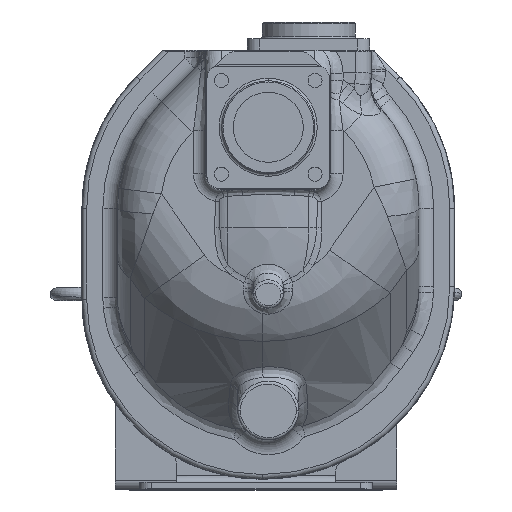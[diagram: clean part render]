
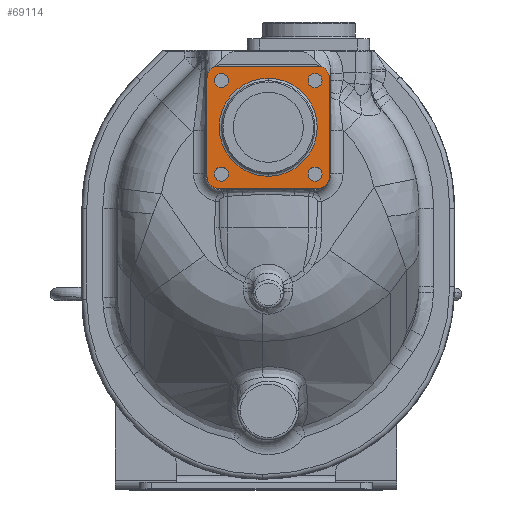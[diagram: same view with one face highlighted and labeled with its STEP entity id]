
A CAD part, top view. The second image highlights one B-rep face of the part: STEP entity #69114.
In plain terms, the highlighted planar face has unit normal (0, 0, 1).
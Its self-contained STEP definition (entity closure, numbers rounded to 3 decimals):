
#4923=DIRECTION('',(1.,0.,0.));
#4924=VECTOR('',#4923,80.);
#4925=CARTESIAN_POINT('',(-30.,85.,129.5));
#4926=LINE('',#4925,#4924);
#4931=CARTESIAN_POINT('',(-30.,95.,129.5));
#4932=DIRECTION('',(0.,0.,-1.));
#4933=DIRECTION('',(0.,-1.,0.));
#4934=AXIS2_PLACEMENT_3D('',#4931,#4932,#4933);
#4940=DIRECTION('',(0.,-1.,0.));
#4941=VECTOR('',#4940,80.);
#4942=CARTESIAN_POINT('',(-40.,175.,129.5));
#4943=LINE('',#4942,#4941);
#4948=CARTESIAN_POINT('',(-30.,175.,129.5));
#4949=DIRECTION('',(0.,0.,-1.));
#4950=DIRECTION('',(-1.,0.,0.));
#4951=AXIS2_PLACEMENT_3D('',#4948,#4949,#4950);
#4998=DIRECTION('',(-1.,0.,0.));
#4999=VECTOR('',#4998,80.);
#5000=CARTESIAN_POINT('',(50.,185.,129.5));
#5001=LINE('',#5000,#4999);
#5011=CARTESIAN_POINT('',(50.,175.,129.5));
#5012=DIRECTION('',(0.,0.,-1.));
#5013=DIRECTION('',(0.,1.,0.));
#5014=AXIS2_PLACEMENT_3D('',#5011,#5012,#5013);
#7838=DIRECTION('',(0.,1.,0.));
#7839=VECTOR('',#7838,80.);
#7840=CARTESIAN_POINT('',(60.,95.,129.5));
#7841=LINE('',#7840,#7839);
#7846=CARTESIAN_POINT('',(50.,95.,129.5));
#7847=DIRECTION('',(0.,0.,-1.));
#7848=DIRECTION('',(1.,0.,0.));
#7849=AXIS2_PLACEMENT_3D('',#7846,#7847,#7848);
#7851=CARTESIAN_POINT('',(10.,135.,129.5));
#7852=DIRECTION('',(0.,0.,-1.));
#7853=DIRECTION('',(0.,1.,0.));
#7854=AXIS2_PLACEMENT_3D('',#7851,#7852,#7853);
#7856=CARTESIAN_POINT('',(10.,135.,129.5));
#7857=DIRECTION('',(0.,0.,1.));
#7858=DIRECTION('',(0.,1.,0.));
#7859=AXIS2_PLACEMENT_3D('',#7856,#7857,#7858);
#7861=CARTESIAN_POINT('',(-28.184,173.184,129.5));
#7862=DIRECTION('',(0.,0.,-1.));
#7863=DIRECTION('',(0.,1.,0.));
#7864=AXIS2_PLACEMENT_3D('',#7861,#7862,#7863);
#7866=CARTESIAN_POINT('',(-28.184,173.184,129.5));
#7867=DIRECTION('',(0.,0.,-1.));
#7868=DIRECTION('',(0.,-1.,0.));
#7869=AXIS2_PLACEMENT_3D('',#7866,#7867,#7868);
#7871=CARTESIAN_POINT('',(-28.184,96.816,129.5));
#7872=DIRECTION('',(0.,0.,-1.));
#7873=DIRECTION('',(-1.,0.,0.));
#7874=AXIS2_PLACEMENT_3D('',#7871,#7872,#7873);
#7876=CARTESIAN_POINT('',(-28.184,96.816,129.5));
#7877=DIRECTION('',(0.,0.,-1.));
#7878=DIRECTION('',(1.,0.,0.));
#7879=AXIS2_PLACEMENT_3D('',#7876,#7877,#7878);
#7881=CARTESIAN_POINT('',(48.184,96.816,129.5));
#7882=DIRECTION('',(0.,0.,-1.));
#7883=DIRECTION('',(0.,-1.,0.));
#7884=AXIS2_PLACEMENT_3D('',#7881,#7882,#7883);
#7886=CARTESIAN_POINT('',(48.184,96.816,129.5));
#7887=DIRECTION('',(0.,0.,-1.));
#7888=DIRECTION('',(0.,1.,0.));
#7889=AXIS2_PLACEMENT_3D('',#7886,#7887,#7888);
#7891=CARTESIAN_POINT('',(48.184,173.184,129.5));
#7892=DIRECTION('',(0.,0.,-1.));
#7893=DIRECTION('',(1.,0.,0.));
#7894=AXIS2_PLACEMENT_3D('',#7891,#7892,#7893);
#7896=CARTESIAN_POINT('',(48.184,173.184,129.5));
#7897=DIRECTION('',(0.,0.,-1.));
#7898=DIRECTION('',(-1.,0.,0.));
#7899=AXIS2_PLACEMENT_3D('',#7896,#7897,#7898);
#51697=CARTESIAN_POINT('',(10.,175.,129.5));
#51698=VERTEX_POINT('',#51697);
#51703=CARTESIAN_POINT('',(10.,95.,129.5));
#51704=VERTEX_POINT('',#51703);
#51709=CARTESIAN_POINT('',(-30.,85.,129.5));
#51710=CARTESIAN_POINT('',(50.,85.,129.5));
#51711=VERTEX_POINT('',#51709);
#51712=VERTEX_POINT('',#51710);
#51713=CARTESIAN_POINT('',(60.,95.,129.5));
#51714=CARTESIAN_POINT('',(60.,175.,129.5));
#51715=VERTEX_POINT('',#51713);
#51716=VERTEX_POINT('',#51714);
#51717=CARTESIAN_POINT('',(50.,185.,129.5));
#51718=CARTESIAN_POINT('',(-30.,185.,129.5));
#51719=VERTEX_POINT('',#51717);
#51720=VERTEX_POINT('',#51718);
#51721=CARTESIAN_POINT('',(-40.,175.,129.5));
#51722=CARTESIAN_POINT('',(-40.,95.,129.5));
#51723=VERTEX_POINT('',#51721);
#51724=VERTEX_POINT('',#51722);
#51725=CARTESIAN_POINT('',(-28.184,178.934,129.5));
#51726=CARTESIAN_POINT('',(-28.184,167.434,129.5));
#51727=VERTEX_POINT('',#51725);
#51728=VERTEX_POINT('',#51726);
#51729=CARTESIAN_POINT('',(-33.934,96.816,129.5));
#51730=CARTESIAN_POINT('',(-22.434,96.816,129.5));
#51731=VERTEX_POINT('',#51729);
#51732=VERTEX_POINT('',#51730);
#51733=CARTESIAN_POINT('',(48.184,91.066,129.5));
#51734=CARTESIAN_POINT('',(48.184,102.566,129.5));
#51735=VERTEX_POINT('',#51733);
#51736=VERTEX_POINT('',#51734);
#51737=CARTESIAN_POINT('',(53.934,173.184,129.5));
#51738=CARTESIAN_POINT('',(42.434,173.184,129.5));
#51739=VERTEX_POINT('',#51737);
#51740=VERTEX_POINT('',#51738);
#69069=CARTESIAN_POINT('',(10.,135.,129.5));
#69070=DIRECTION('',(0.,0.,1.));
#69071=DIRECTION('',(0.,1.,0.));
#69072=AXIS2_PLACEMENT_3D('',#69069,#69070,#69071);
#69073=PLANE('',#69072);
#69074=ORIENTED_EDGE('',*,*,#64428,.F.);
#69075=ORIENTED_EDGE('',*,*,#64450,.T.);
#69076=ORIENTED_EDGE('',*,*,#64471,.F.);
#69077=ORIENTED_EDGE('',*,*,#64493,.T.);
#69078=ORIENTED_EDGE('',*,*,#64546,.F.);
#69079=ORIENTED_EDGE('',*,*,#64569,.T.);
#69080=ORIENTED_EDGE('',*,*,#69036,.F.);
#69081=ORIENTED_EDGE('',*,*,#69056,.T.);
#69082=EDGE_LOOP('',(#69074,#69075,#69076,#69077,#69078,#69079,#69080,#69081));
#69083=FACE_OUTER_BOUND('',#69082,.F.);
#69085=ORIENTED_EDGE('',*,*,#69084,.F.);
#69087=ORIENTED_EDGE('',*,*,#69086,.T.);
#69088=EDGE_LOOP('',(#69085,#69087));
#69089=FACE_BOUND('',#69088,.F.);
#69091=ORIENTED_EDGE('',*,*,#69090,.F.);
#69093=ORIENTED_EDGE('',*,*,#69092,.F.);
#69094=EDGE_LOOP('',(#69091,#69093));
#69095=FACE_BOUND('',#69094,.F.);
#69097=ORIENTED_EDGE('',*,*,#69096,.F.);
#69099=ORIENTED_EDGE('',*,*,#69098,.F.);
#69100=EDGE_LOOP('',(#69097,#69099));
#69101=FACE_BOUND('',#69100,.F.);
#69103=ORIENTED_EDGE('',*,*,#69102,.F.);
#69105=ORIENTED_EDGE('',*,*,#69104,.F.);
#69106=EDGE_LOOP('',(#69103,#69105));
#69107=FACE_BOUND('',#69106,.F.);
#69109=ORIENTED_EDGE('',*,*,#69108,.F.);
#69111=ORIENTED_EDGE('',*,*,#69110,.F.);
#69112=EDGE_LOOP('',(#69109,#69111));
#69113=FACE_BOUND('',#69112,.F.);
#4935=CIRCLE('',#4934,10.);
#4952=CIRCLE('',#4951,10.);
#5015=CIRCLE('',#5014,10.);
#7850=CIRCLE('',#7849,10.);
#7855=CIRCLE('',#7854,40.);
#7860=CIRCLE('',#7859,40.);
#7865=CIRCLE('',#7864,5.75);
#7870=CIRCLE('',#7869,5.75);
#7875=CIRCLE('',#7874,5.75);
#7880=CIRCLE('',#7879,5.75);
#7885=CIRCLE('',#7884,5.75);
#7890=CIRCLE('',#7889,5.75);
#7895=CIRCLE('',#7894,5.75);
#7900=CIRCLE('',#7899,5.75);
#64428=EDGE_CURVE('',#51711,#51712,#4926,.T.);
#64450=EDGE_CURVE('',#51711,#51724,#4935,.T.);
#64471=EDGE_CURVE('',#51723,#51724,#4943,.T.);
#64493=EDGE_CURVE('',#51723,#51720,#4952,.T.);
#64546=EDGE_CURVE('',#51719,#51720,#5001,.T.);
#64569=EDGE_CURVE('',#51719,#51716,#5015,.T.);
#69036=EDGE_CURVE('',#51715,#51716,#7841,.T.);
#69056=EDGE_CURVE('',#51715,#51712,#7850,.T.);
#69084=EDGE_CURVE('',#51698,#51704,#7855,.T.);
#69086=EDGE_CURVE('',#51698,#51704,#7860,.T.);
#69090=EDGE_CURVE('',#51727,#51728,#7865,.T.);
#69092=EDGE_CURVE('',#51728,#51727,#7870,.T.);
#69096=EDGE_CURVE('',#51731,#51732,#7875,.T.);
#69098=EDGE_CURVE('',#51732,#51731,#7880,.T.);
#69102=EDGE_CURVE('',#51735,#51736,#7885,.T.);
#69104=EDGE_CURVE('',#51736,#51735,#7890,.T.);
#69108=EDGE_CURVE('',#51739,#51740,#7895,.T.);
#69110=EDGE_CURVE('',#51740,#51739,#7900,.T.);
#69114=ADVANCED_FACE('',(#69083,#69089,#69095,#69101,#69107,#69113),#69073,.T.);
